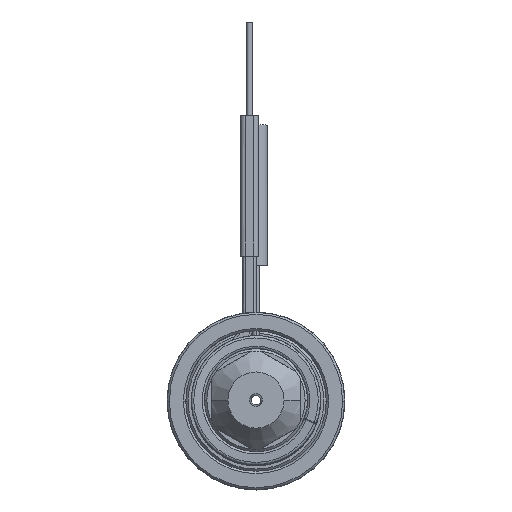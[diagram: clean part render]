
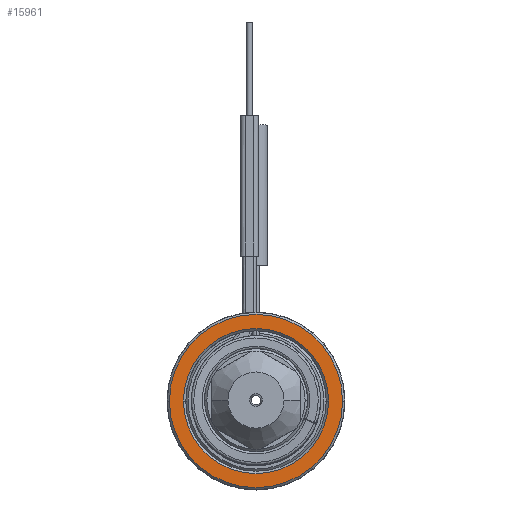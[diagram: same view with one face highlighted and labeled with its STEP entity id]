
A CAD part, top view. The second image highlights one B-rep face of the part: STEP entity #15961.
In plain terms, the highlighted planar face has unit normal (0, 0, 1).
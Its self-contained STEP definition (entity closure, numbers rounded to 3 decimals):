
#6128=CARTESIAN_POINT('',(0.,0.,35.));
#6129=DIRECTION('',(0.,0.,-1.));
#6130=DIRECTION('',(1.,0.,0.));
#6131=AXIS2_PLACEMENT_3D('',#6128,#6129,#6130);
#6147=CARTESIAN_POINT('',(0.,0.,
35.));
#6148=DIRECTION('',(0.,0.,-1.));
#6149=DIRECTION('',(1.,0.,0.));
#6150=AXIS2_PLACEMENT_3D('',#6147,#6148,#6149);
#6171=CARTESIAN_POINT('',(0.,0.,
35.));
#6172=DIRECTION('',(0.,0.,-1.));
#6173=DIRECTION('',(-1.,0.,0.));
#6174=AXIS2_PLACEMENT_3D('',#6171,#6172,#6173);
#6467=CARTESIAN_POINT('',(0.,0.,
35.));
#6468=DIRECTION('',(0.,0.,-1.));
#6469=DIRECTION('',(-1.,0.,0.));
#6470=AXIS2_PLACEMENT_3D('',#6467,#6468,#6469);
#6906=CARTESIAN_POINT('',(18.5,0.,35.));
#6907=CARTESIAN_POINT('',(-18.5,0.,
35.));
#6908=VERTEX_POINT('',#6906);
#6909=VERTEX_POINT('',#6907);
#6910=CARTESIAN_POINT('',(15.5,0.,35.));
#6911=CARTESIAN_POINT('',(-15.5,0.,35.));
#6912=VERTEX_POINT('',#6910);
#6913=VERTEX_POINT('',#6911);
#15945=CARTESIAN_POINT('',(0.,0.,35.));
#15946=DIRECTION('',(0.,0.,1.));
#15947=DIRECTION('',(-1.,0.,0.));
#15948=AXIS2_PLACEMENT_3D('',#15945,#15946,#15947);
#15949=PLANE('',#15948);
#15951=ORIENTED_EDGE('',*,*,#15950,.T.);
#15953=ORIENTED_EDGE('',*,*,#15952,.T.);
#15954=EDGE_LOOP('',(#15951,#15953));
#15955=FACE_OUTER_BOUND('',#15954,.F.);
#15956=ORIENTED_EDGE('',*,*,#15935,.F.);
#15958=ORIENTED_EDGE('',*,*,#15957,.F.);
#15959=EDGE_LOOP('',(#15956,#15958));
#15960=FACE_BOUND('',#15959,.F.);
#6132=CIRCLE('',#6131,15.5);
#6151=CIRCLE('',#6150,18.5);
#6175=CIRCLE('',#6174,18.5);
#6471=CIRCLE('',#6470,15.5);
#15935=EDGE_CURVE('',#6912,#6913,#6132,.T.);
#15950=EDGE_CURVE('',#6908,#6909,#6151,.T.);
#15952=EDGE_CURVE('',#6909,#6908,#6175,.T.);
#15957=EDGE_CURVE('',#6913,#6912,#6471,.T.);
#15961=ADVANCED_FACE('',(#15955,#15960),#15949,.T.);
